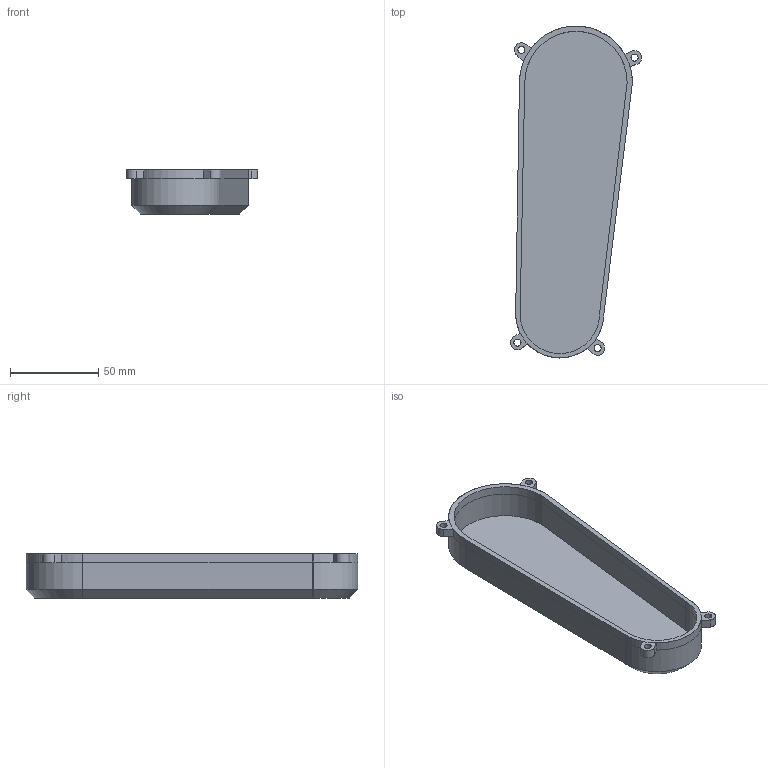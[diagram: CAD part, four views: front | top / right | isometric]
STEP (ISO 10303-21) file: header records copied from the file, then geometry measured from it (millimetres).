
FILE_DESCRIPTION (( 'STEP AP203' ), '1' );
FILE_NAME ('oberarm_cover.STEP', '2025-10-23T13:35:20', ( '' ), ( '' ), 'SwSTEP 2.0', 'SolidWorks 2024', '' );
FILE_SCHEMA (( 'CONFIG_CONTROL_DESIGN' ));
Length unit declared in the file: millimetre
Products named in the file (1): oberarm_cover
Bounding box: 74.29 x 187.99 x 25 mm (x, y, z)
Volume: 75645.7 mm3; surface area: 45931.8 mm2
Topology: 2 solids, 2 shells, 54 faces, 141 edges, 92 vertices
Faces by surface type: cylinder 27, plane 23, cone 4
Entity records: 1774 total; most frequent: DIRECTION 305, CARTESIAN_POINT 300, ORIENTED_EDGE 282, EDGE_CURVE 141, AXIS2_PLACEMENT_3D 113, VERTEX_POINT 92, VECTOR 79, LINE 79
